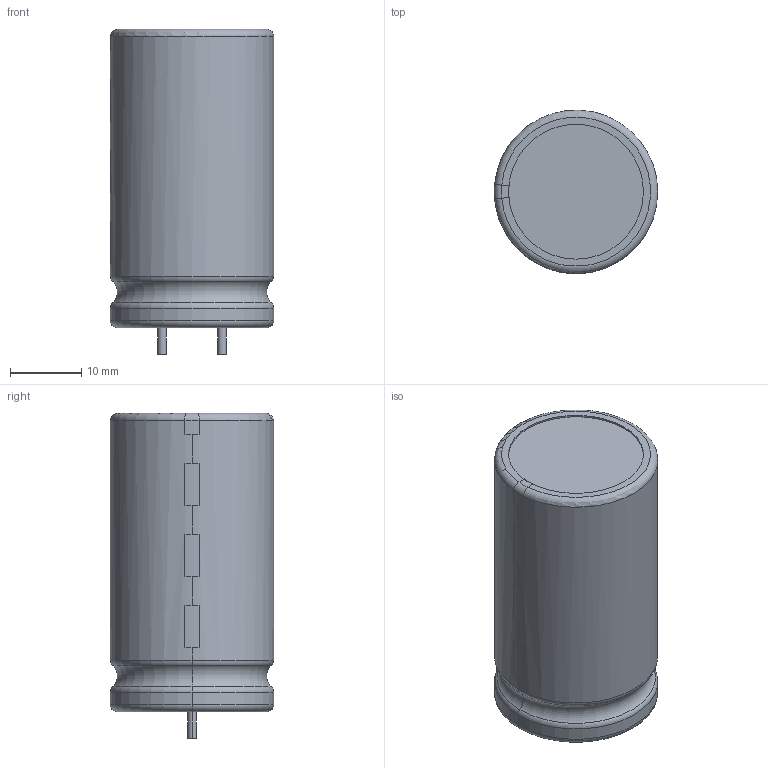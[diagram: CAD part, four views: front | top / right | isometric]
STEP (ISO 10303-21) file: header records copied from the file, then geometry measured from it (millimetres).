
FILE_DESCRIPTION((''),'2;1');
FILE_NAME('CAPPR840-2300X4200.stp','2012-02-01T10:29:27',(''),(''),'Mechanical Desktop 2011','Mechanical Desktop 2011',', , ');
FILE_SCHEMA(('AUTOMOTIVE_DESIGN { 1 2 10303 214 1 1 1 1 }'));
Length unit declared in the file: millimetre
Products named in the file (1): Product
Bounding box: 23 x 23 x 45.8 mm (x, y, z)
Volume: 17110.4 mm3; surface area: 5214.1 mm2
Topology: 9 solids, 9 shells, 81 faces, 174 edges, 112 vertices
Faces by surface type: plane 43, cylinder 28, torus 10
Entity records: 2288 total; most frequent: DIRECTION 430, CARTESIAN_POINT 369, ORIENTED_EDGE 350, EDGE_CURVE 175, AXIS2_PLACEMENT_3D 173, VERTEX_POINT 112, CIRCLE 91, VECTOR 84
